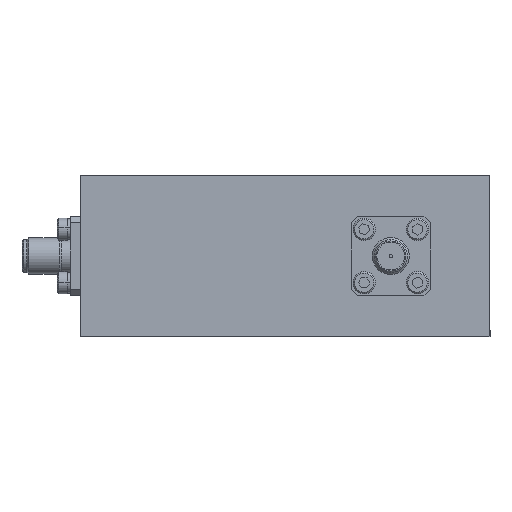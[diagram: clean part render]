
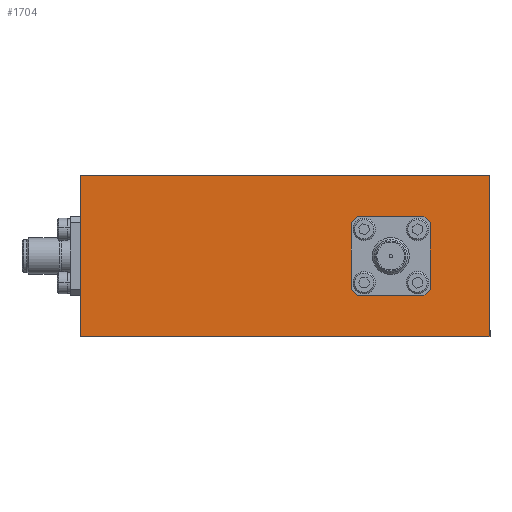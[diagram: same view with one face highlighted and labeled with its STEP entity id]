
A CAD part, left-side view. The second image highlights one B-rep face of the part: STEP entity #1704.
In plain terms, the highlighted planar face has unit normal (-1, 0, 0).
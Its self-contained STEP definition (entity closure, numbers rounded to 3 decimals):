
#251 = LINE ( 'NONE', #19319, #11913 ) ;
#709 = VERTEX_POINT ( 'NONE', #18789 ) ;
#774 = VERTEX_POINT ( 'NONE', #4846 ) ;
#1132 = CARTESIAN_POINT ( 'NONE',  ( 484.476, -0.369, -6.65 ) ) ;
#1562 = VERTEX_POINT ( 'NONE', #11152 ) ;
#1704 = ADVANCED_FACE ( 'NONE', ( #14082, #22692 ), #26881, .F. ) ;
#1804 = CARTESIAN_POINT ( 'NONE',  ( 484.476, 54.982, 0. ) ) ;
#1907 = CARTESIAN_POINT ( 'NONE',  ( 484.476, 11.331, -7.65 ) ) ;
#3324 = VECTOR ( 'NONE', #26035, 1000. ) ;
#3347 = EDGE_CURVE ( 'NONE', #21472, #15556, #15429, .T. ) ;
#3485 = DIRECTION ( 'NONE',  ( 0., -0.707, -0.707 ) ) ;
#3566 = CARTESIAN_POINT ( 'NONE',  ( 484.476, -1.369, -6.65 ) ) ;
#3925 = CARTESIAN_POINT ( 'NONE',  ( 484.476, 54.982, -19.35 ) ) ;
#3947 = ORIENTED_EDGE ( 'NONE', *, *, #5704, .T. ) ;
#4213 = EDGE_CURVE ( 'NONE', #1562, #7000, #27481, .T. ) ;
#4765 = LINE ( 'NONE', #13266, #6034 ) ;
#4837 = EDGE_CURVE ( 'NONE', #22274, #774, #25287, .T. ) ;
#4846 = CARTESIAN_POINT ( 'NONE',  ( 484.476, 10.331, -6.65 ) ) ;
#5229 = CARTESIAN_POINT ( 'NONE',  ( 484.476, 11.331, -7.65 ) ) ;
#5252 = DIRECTION ( 'NONE',  ( 0., 1., 0. ) ) ;
#5566 = VECTOR ( 'NONE', #14309, 1000. ) ;
#5704 = EDGE_CURVE ( 'NONE', #14304, #20889, #5742, .T. ) ;
#5724 = CARTESIAN_POINT ( 'NONE',  ( 484.476, -0.369, -19.35 ) ) ;
#5742 = LINE ( 'NONE', #25089, #11006 ) ;
#5890 = EDGE_LOOP ( 'NONE', ( #24293, #23532, #16933, #23893, #10258, #18702, #12531, #18034 ) ) ;
#5958 = EDGE_CURVE ( 'NONE', #14304, #1562, #251, .T. ) ;
#6023 = DIRECTION ( 'NONE',  ( 0., 0., 1. ) ) ;
#6034 = VECTOR ( 'NONE', #25520, 1000. ) ;
#6215 = ORIENTED_EDGE ( 'NONE', *, *, #4213, .F. ) ;
#7000 = VERTEX_POINT ( 'NONE', #1804 ) ;
#7526 = DIRECTION ( 'NONE',  ( 0., 1., 0. ) ) ;
#8015 = ORIENTED_EDGE ( 'NONE', *, *, #5958, .F. ) ;
#8249 = DIRECTION ( 'NONE',  ( 0., -1., 0. ) ) ;
#8317 = CARTESIAN_POINT ( 'NONE',  ( 484.476, 11.331, -19.35 ) ) ;
#8404 = DIRECTION ( 'NONE',  ( 0., 0., 1. ) ) ;
#8617 = DIRECTION ( 'NONE',  ( 0., 0.707, 0.707 ) ) ;
#8731 = DIRECTION ( 'NONE',  ( 0., 1., 0. ) ) ;
#8880 = CARTESIAN_POINT ( 'NONE',  ( 484.476, 35.832, 6.15 ) ) ;
#8971 = ORIENTED_EDGE ( 'NONE', *, *, #18604, .F. ) ;
#10258 = ORIENTED_EDGE ( 'NONE', *, *, #3347, .T. ) ;
#10673 = CARTESIAN_POINT ( 'NONE',  ( 484.476, -11.018, 0. ) ) ;
#11006 = VECTOR ( 'NONE', #6023, 1000. ) ;
#11152 = CARTESIAN_POINT ( 'NONE',  ( 484.476, 54.982, -25.99 ) ) ;
#11913 = VECTOR ( 'NONE', #8731, 1000. ) ;
#11935 = VERTEX_POINT ( 'NONE', #19656 ) ;
#12079 = EDGE_CURVE ( 'NONE', #11935, #20824, #21034, .T. ) ;
#12531 = ORIENTED_EDGE ( 'NONE', *, *, #4837, .T. ) ;
#12687 = CARTESIAN_POINT ( 'NONE',  ( 484.476, -1.369, -19.35 ) ) ;
#12955 = CARTESIAN_POINT ( 'NONE',  ( 484.476, 24.132, -43.85 ) ) ;
#13266 = CARTESIAN_POINT ( 'NONE',  ( 484.476, 0., 0. ) ) ;
#13635 = EDGE_CURVE ( 'NONE', #709, #20824, #26473, .T. ) ;
#14082 = FACE_OUTER_BOUND ( 'NONE', #21559, .T. ) ;
#14304 = VERTEX_POINT ( 'NONE', #21398 ) ;
#14305 = CARTESIAN_POINT ( 'NONE',  ( 484.476, -1.369, -7.65 ) ) ;
#14309 = DIRECTION ( 'NONE',  ( 0., 0., -1. ) ) ;
#15196 = EDGE_CURVE ( 'NONE', #11935, #17718, #17811, .T. ) ;
#15429 = LINE ( 'NONE', #8880, #26849 ) ;
#15556 = VERTEX_POINT ( 'NONE', #21684 ) ;
#16874 = EDGE_CURVE ( 'NONE', #709, #774, #22650, .T. ) ;
#16933 = ORIENTED_EDGE ( 'NONE', *, *, #15196, .T. ) ;
#17088 = VECTOR ( 'NONE', #8404, 1000. ) ;
#17718 = VERTEX_POINT ( 'NONE', #5724 ) ;
#17811 = LINE ( 'NONE', #12955, #3324 ) ;
#18034 = ORIENTED_EDGE ( 'NONE', *, *, #16874, .F. ) ;
#18522 = DIRECTION ( 'NONE',  ( 1., 0., 0. ) ) ;
#18604 = EDGE_CURVE ( 'NONE', #7000, #20889, #4765, .T. ) ;
#18702 = ORIENTED_EDGE ( 'NONE', *, *, #21908, .F. ) ;
#18789 = CARTESIAN_POINT ( 'NONE',  ( 484.476, -0.369, -6.65 ) ) ;
#19319 = CARTESIAN_POINT ( 'NONE',  ( 484.476, 0., -25.99 ) ) ;
#19656 = CARTESIAN_POINT ( 'NONE',  ( 484.476, -1.369, -18.35 ) ) ;
#20824 = VERTEX_POINT ( 'NONE', #14305 ) ;
#20889 = VERTEX_POINT ( 'NONE', #10673 ) ;
#21034 = LINE ( 'NONE', #12687, #25541 ) ;
#21039 = VECTOR ( 'NONE', #3485, 1000. ) ;
#21398 = CARTESIAN_POINT ( 'NONE',  ( 484.476, -11.018, -25.99 ) ) ;
#21472 = VERTEX_POINT ( 'NONE', #24281 ) ;
#21559 = EDGE_LOOP ( 'NONE', ( #3947, #8971, #6215, #8015 ) ) ;
#21684 = CARTESIAN_POINT ( 'NONE',  ( 484.476, 11.331, -18.35 ) ) ;
#21908 = EDGE_CURVE ( 'NONE', #22274, #15556, #25159, .T. ) ;
#22274 = VERTEX_POINT ( 'NONE', #5229 ) ;
#22536 = VECTOR ( 'NONE', #26463, 1000. ) ;
#22564 = CARTESIAN_POINT ( 'NONE',  ( 484.476, 54.982, -26. ) ) ;
#22650 = LINE ( 'NONE', #3566, #22927 ) ;
#22692 = FACE_BOUND ( 'NONE', #5890, .T. ) ;
#22833 = EDGE_CURVE ( 'NONE', #21472, #17718, #27325, .T. ) ;
#22927 = VECTOR ( 'NONE', #5252, 1000. ) ;
#23532 = ORIENTED_EDGE ( 'NONE', *, *, #12079, .F. ) ;
#23730 = AXIS2_PLACEMENT_3D ( 'NONE', #22564, #18522, #7526 ) ;
#23893 = ORIENTED_EDGE ( 'NONE', *, *, #22833, .F. ) ;
#24281 = CARTESIAN_POINT ( 'NONE',  ( 484.476, 10.331, -19.35 ) ) ;
#24293 = ORIENTED_EDGE ( 'NONE', *, *, #13635, .T. ) ;
#25089 = CARTESIAN_POINT ( 'NONE',  ( 484.476, -11.018, -26. ) ) ;
#25159 = LINE ( 'NONE', #8317, #5566 ) ;
#25287 = LINE ( 'NONE', #1907, #22536 ) ;
#25381 = CARTESIAN_POINT ( 'NONE',  ( 484.476, 54.982, -26. ) ) ;
#25520 = DIRECTION ( 'NONE',  ( 0., -1., 0. ) ) ;
#25541 = VECTOR ( 'NONE', #25758, 1000. ) ;
#25758 = DIRECTION ( 'NONE',  ( 0., 0., 1. ) ) ;
#26035 = DIRECTION ( 'NONE',  ( 0., 0.707, -0.707 ) ) ;
#26463 = DIRECTION ( 'NONE',  ( 0., -0.707, 0.707 ) ) ;
#26473 = LINE ( 'NONE', #1132, #21039 ) ;
#26849 = VECTOR ( 'NONE', #8617, 1000. ) ;
#26881 = PLANE ( 'NONE',  #23730 ) ;
#27148 = VECTOR ( 'NONE', #8249, 1000. ) ;
#27325 = LINE ( 'NONE', #3925, #27148 ) ;
#27481 = LINE ( 'NONE', #25381, #17088 ) ;
